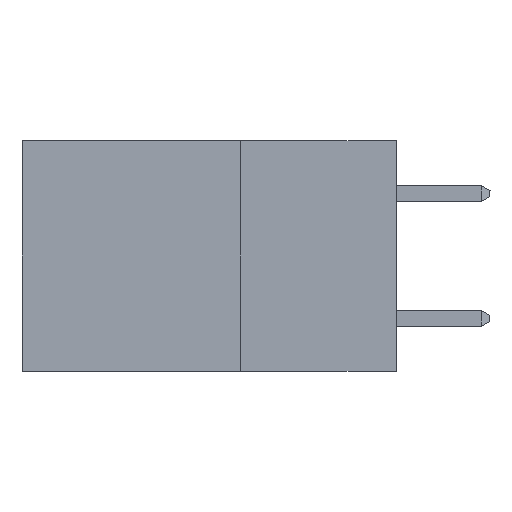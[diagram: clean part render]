
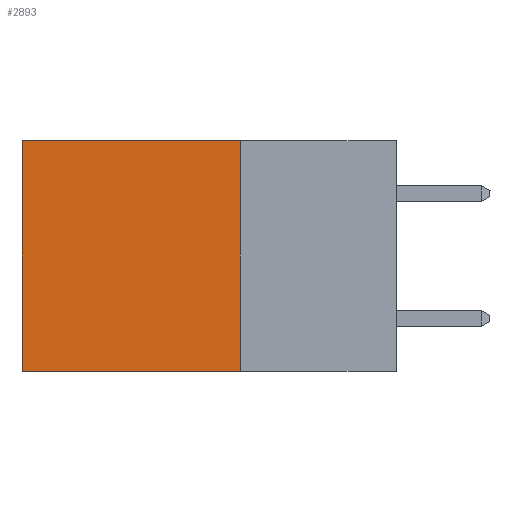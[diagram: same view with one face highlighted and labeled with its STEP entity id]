
A CAD part, left-side view. The second image highlights one B-rep face of the part: STEP entity #2893.
In plain terms, the highlighted planar face has unit normal (-1, 0, 0).
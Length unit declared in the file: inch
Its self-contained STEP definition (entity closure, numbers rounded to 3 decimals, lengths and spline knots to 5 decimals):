
#209 = VERTEX_POINT ( 'NONE', #10215 ) ;
#661 = CARTESIAN_POINT ( 'NONE',  ( 0.298, 0.6, 0. ) ) ;
#1174 = LINE ( 'NONE', #13695, #6743 ) ;
#1458 = LINE ( 'NONE', #661, #10888 ) ;
#2893 = ADVANCED_FACE ( 'NONE', ( #22510 ), #12648, .F. ) ;
#3535 = VERTEX_POINT ( 'NONE', #23535 ) ;
#4242 = AXIS2_PLACEMENT_3D ( 'NONE', #8849, #20928, #22483 ) ;
#4266 = VERTEX_POINT ( 'NONE', #15199 ) ;
#4475 = VECTOR ( 'NONE', #10050, 39.37008 ) ;
#6625 = EDGE_LOOP ( 'NONE', ( #16278, #13226, #20733, #20480 ) ) ;
#6743 = VECTOR ( 'NONE', #8027, 39.37008 ) ;
#6889 = VECTOR ( 'NONE', #16061, 39.37008 ) ;
#8027 = DIRECTION ( 'NONE',  ( 0., 1., 0. ) ) ;
#8849 = CARTESIAN_POINT ( 'NONE',  ( 0.298, 0.25, 0. ) ) ;
#9501 = LINE ( 'NONE', #17476, #4475 ) ;
#10050 = DIRECTION ( 'NONE',  ( 0., 1., 0. ) ) ;
#10215 = CARTESIAN_POINT ( 'NONE',  ( 0.298, 0.6, -0.37 ) ) ;
#10888 = VECTOR ( 'NONE', #11919, 39.37008 ) ;
#11919 = DIRECTION ( 'NONE',  ( 0., 0., -1. ) ) ;
#12648 = PLANE ( 'NONE',  #4242 ) ;
#13226 = ORIENTED_EDGE ( 'NONE', *, *, #23680, .F. ) ;
#13631 = VERTEX_POINT ( 'NONE', #19059 ) ;
#13695 = CARTESIAN_POINT ( 'NONE',  ( 0.298, 0.25, 0. ) ) ;
#14370 = EDGE_CURVE ( 'NONE', #13631, #209, #1458, .T. ) ;
#15199 = CARTESIAN_POINT ( 'NONE',  ( 0.298, 0.25, -0.37 ) ) ;
#16061 = DIRECTION ( 'NONE',  ( 0., 0., -1. ) ) ;
#16278 = ORIENTED_EDGE ( 'NONE', *, *, #14370, .T. ) ;
#17476 = CARTESIAN_POINT ( 'NONE',  ( 0.298, 0.25, -0.37 ) ) ;
#17534 = EDGE_CURVE ( 'NONE', #3535, #13631, #1174, .T. ) ;
#19059 = CARTESIAN_POINT ( 'NONE',  ( 0.298, 0.6, 0. ) ) ;
#20480 = ORIENTED_EDGE ( 'NONE', *, *, #17534, .T. ) ;
#20733 = ORIENTED_EDGE ( 'NONE', *, *, #22279, .F. ) ;
#20928 = DIRECTION ( 'NONE',  ( 1., 0., 0. ) ) ;
#21600 = CARTESIAN_POINT ( 'NONE',  ( 0.298, 0.25, 0. ) ) ;
#22279 = EDGE_CURVE ( 'NONE', #3535, #4266, #22365, .T. ) ;
#22365 = LINE ( 'NONE', #21600, #6889 ) ;
#22483 = DIRECTION ( 'NONE',  ( 0., 0., -1. ) ) ;
#22510 = FACE_OUTER_BOUND ( 'NONE', #6625, .T. ) ;
#23535 = CARTESIAN_POINT ( 'NONE',  ( 0.298, 0.25, 0. ) ) ;
#23680 = EDGE_CURVE ( 'NONE', #4266, #209, #9501, .T. ) ;
